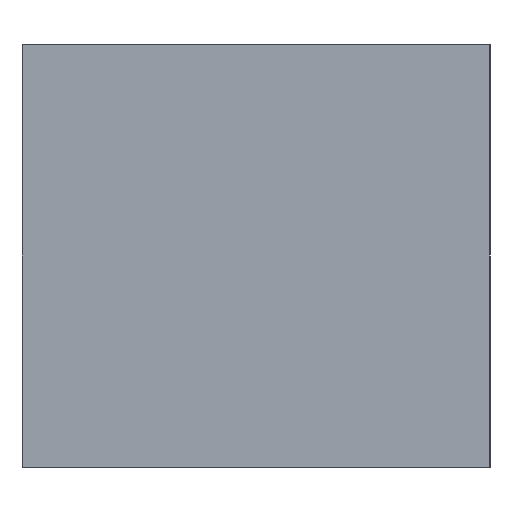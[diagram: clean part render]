
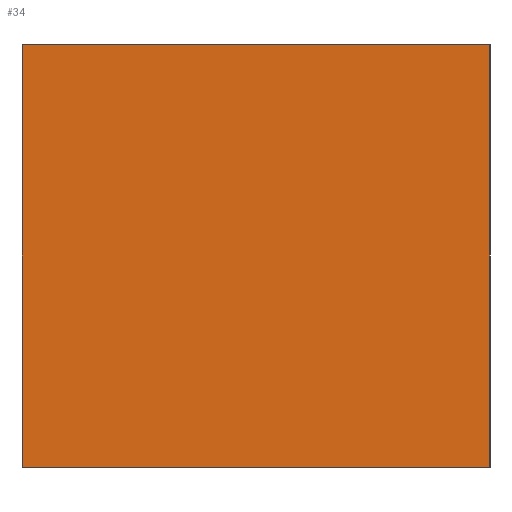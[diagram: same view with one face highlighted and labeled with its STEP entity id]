
A CAD part, left-side view. The second image highlights one B-rep face of the part: STEP entity #34.
In plain terms, the highlighted planar face has unit normal (-1, 0, 0).
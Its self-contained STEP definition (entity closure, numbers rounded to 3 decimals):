
#34 = ADVANCED_FACE( '', ( #70 ), #71, .F. );
#70 = FACE_OUTER_BOUND( '', #107, .T. );
#71 = PLANE( '', #108 );
#107 = EDGE_LOOP( '', ( #143, #144, #145, #146 ) );
#108 = AXIS2_PLACEMENT_3D( '', #147, #148, #149 );
#143 = ORIENTED_EDGE( '', *, *, #202, .T. );
#144 = ORIENTED_EDGE( '', *, *, #204, .F. );
#145 = ORIENTED_EDGE( '', *, *, #205, .F. );
#146 = ORIENTED_EDGE( '', *, *, #206, .T. );
#147 = CARTESIAN_POINT( '', ( -248., 31., 56. ) );
#148 = DIRECTION( '', ( 1., 0., 0. ) );
#149 = DIRECTION( '', ( 0., 0., -1. ) );
#202 = EDGE_CURVE( '', #226, #230, #232, .T. );
#204 = EDGE_CURVE( '', #234, #230, #235, .T. );
#205 = EDGE_CURVE( '', #236, #234, #237, .T. );
#206 = EDGE_CURVE( '', #236, #226, #238, .T. );
#226 = VERTEX_POINT( '', #262 );
#230 = VERTEX_POINT( '', #268 );
#232 = LINE( '', #271, #272 );
#234 = VERTEX_POINT( '', #274 );
#235 = LINE( '', #275, #276 );
#236 = VERTEX_POINT( '', #277 );
#237 = LINE( '', #278, #279 );
#238 = LINE( '', #280, #281 );
#262 = CARTESIAN_POINT( '', ( -248., 31., 0. ) );
#268 = CARTESIAN_POINT( '', ( -248., -31., 0. ) );
#271 = CARTESIAN_POINT( '', ( -248., 31., 0. ) );
#272 = VECTOR( '', #313, 1000. );
#274 = CARTESIAN_POINT( '', ( -248., -31., 56. ) );
#275 = CARTESIAN_POINT( '', ( -248., -31., 56. ) );
#276 = VECTOR( '', #314, 1000. );
#277 = CARTESIAN_POINT( '', ( -248., 31., 56. ) );
#278 = CARTESIAN_POINT( '', ( -248., 31., 56. ) );
#279 = VECTOR( '', #315, 1000. );
#280 = CARTESIAN_POINT( '', ( -248., 31., 56. ) );
#281 = VECTOR( '', #316, 1000. );
#313 = DIRECTION( '', ( 0., -1., 0. ) );
#314 = DIRECTION( '', ( 0., 0., -1. ) );
#315 = DIRECTION( '', ( 0., -1., 0. ) );
#316 = DIRECTION( '', ( 0., 0., -1. ) );
